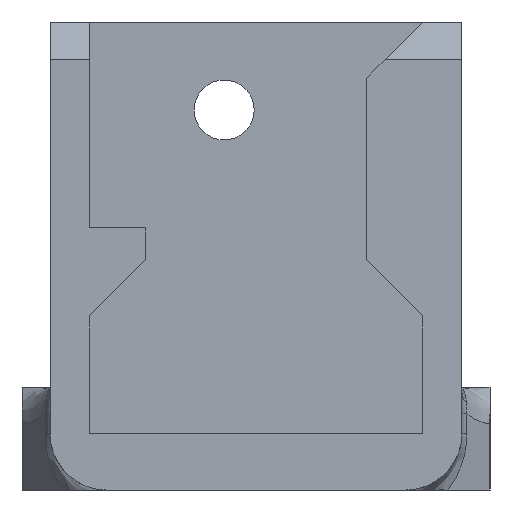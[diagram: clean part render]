
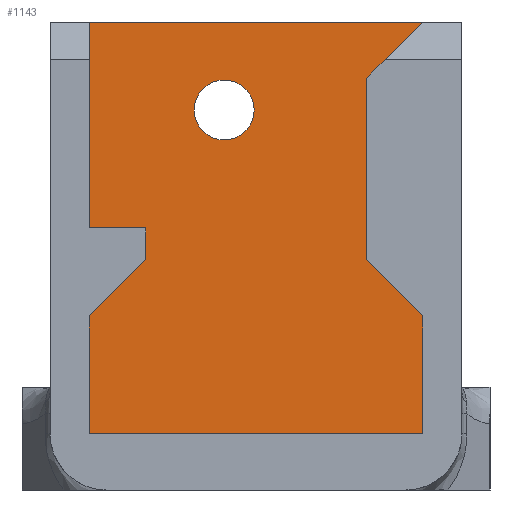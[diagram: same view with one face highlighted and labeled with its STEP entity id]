
A CAD part, left-side view. The second image highlights one B-rep face of the part: STEP entity #1143.
In plain terms, the highlighted planar face has unit normal (-1, 0, 0).
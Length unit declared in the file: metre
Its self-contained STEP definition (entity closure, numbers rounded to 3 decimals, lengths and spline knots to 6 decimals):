
#44=CIRCLE('',#1202,0.0016);
#225=ORIENTED_EDGE('',*,*,#422,.F.);
#226=ORIENTED_EDGE('',*,*,#506,.T.);
#227=ORIENTED_EDGE('',*,*,#509,.T.);
#228=ORIENTED_EDGE('',*,*,#472,.T.);
#229=ORIENTED_EDGE('',*,*,#512,.T.);
#230=ORIENTED_EDGE('',*,*,#514,.T.);
#231=ORIENTED_EDGE('',*,*,#516,.T.);
#232=ORIENTED_EDGE('',*,*,#518,.T.);
#233=ORIENTED_EDGE('',*,*,#520,.T.);
#234=ORIENTED_EDGE('',*,*,#522,.T.);
#235=ORIENTED_EDGE('',*,*,#524,.T.);
#236=ORIENTED_EDGE('',*,*,#525,.T.);
#422=EDGE_CURVE('',#587,#587,#44,.T.);
#472=EDGE_CURVE('',#635,#634,#732,.T.);
#506=EDGE_CURVE('',#663,#662,#759,.T.);
#509=EDGE_CURVE('',#662,#635,#762,.T.);
#512=EDGE_CURVE('',#634,#664,#765,.T.);
#514=EDGE_CURVE('',#664,#665,#767,.T.);
#516=EDGE_CURVE('',#665,#666,#769,.T.);
#518=EDGE_CURVE('',#666,#667,#771,.T.);
#520=EDGE_CURVE('',#667,#668,#773,.T.);
#522=EDGE_CURVE('',#668,#669,#775,.T.);
#524=EDGE_CURVE('',#669,#670,#777,.T.);
#525=EDGE_CURVE('',#670,#663,#778,.T.);
#587=VERTEX_POINT('',#1610);
#634=VERTEX_POINT('',#1726);
#635=VERTEX_POINT('',#1728);
#662=VERTEX_POINT('',#1798);
#663=VERTEX_POINT('',#1800);
#664=VERTEX_POINT('',#1808);
#665=VERTEX_POINT('',#1812);
#666=VERTEX_POINT('',#1816);
#667=VERTEX_POINT('',#1820);
#668=VERTEX_POINT('',#1824);
#669=VERTEX_POINT('',#1828);
#670=VERTEX_POINT('',#1832);
#732=LINE('',#1727,#849);
#759=LINE('',#1799,#876);
#762=LINE('',#1804,#879);
#765=LINE('',#1809,#882);
#767=LINE('',#1813,#884);
#769=LINE('',#1817,#886);
#771=LINE('',#1821,#888);
#773=LINE('',#1825,#890);
#775=LINE('',#1829,#892);
#777=LINE('',#1833,#894);
#778=LINE('',#1835,#895);
#849=VECTOR('',#1370,1.);
#876=VECTOR('',#1415,1.);
#879=VECTOR('',#1420,1.);
#882=VECTOR('',#1425,1.);
#884=VECTOR('',#1429,1.);
#886=VECTOR('',#1433,1.);
#888=VECTOR('',#1437,1.);
#890=VECTOR('',#1441,1.);
#892=VECTOR('',#1445,1.);
#894=VECTOR('',#1449,1.);
#895=VECTOR('',#1452,1.);
#952=EDGE_LOOP('',(#225));
#953=EDGE_LOOP('',(#226,#227,#228,#229,#230,#231,#232,#233,#234,#235,#236));
#1033=FACE_BOUND('',#952,.T.);
#1034=FACE_BOUND('',#953,.T.);
#1101=PLANE('',#1235);
#1143=ADVANCED_FACE('',(#1033,#1034),#1101,.T.);
#1202=AXIS2_PLACEMENT_3D('',#1609,#1305,#1306);
#1235=AXIS2_PLACEMENT_3D('',#1836,#1453,#1454);
#1305=DIRECTION('',(-1.,0.,0.));
#1306=DIRECTION('',(0.,-1.,0.));
#1370=DIRECTION('',(0.,1.,0.));
#1415=DIRECTION('',(0.,0.,1.));
#1420=DIRECTION('',(0.,-0.707,0.707));
#1425=DIRECTION('',(0.,0.,-1.));
#1429=DIRECTION('',(0.,-1.,0.));
#1433=DIRECTION('',(0.,0.,-1.));
#1437=DIRECTION('',(0.,0.707,-0.707));
#1441=DIRECTION('',(0.,0.,-1.));
#1445=DIRECTION('',(0.,-1.,0.));
#1449=DIRECTION('',(0.,0.,1.));
#1452=DIRECTION('',(0.,0.707,0.707));
#1453=DIRECTION('',(-1.,0.,0.));
#1454=DIRECTION('',(0.,-1.,0.));
#1609=CARTESIAN_POINT('',(-0.006,0.0017,0.0203));
#1610=CARTESIAN_POINT('',(-0.006,0.0001,0.0203));
#1726=CARTESIAN_POINT('',(-0.006,0.0089,0.025));
#1727=CARTESIAN_POINT('',(-0.006,-0.011,0.025));
#1728=CARTESIAN_POINT('',(-0.006,-0.0089,0.025));
#1798=CARTESIAN_POINT('',(-0.006,-0.0059,0.022));
#1799=CARTESIAN_POINT('',(-0.006,-0.0059,0.016231));
#1800=CARTESIAN_POINT('',(-0.006,-0.0059,0.0123));
#1804=CARTESIAN_POINT('',(-0.006,-0.00733,0.02343));
#1808=CARTESIAN_POINT('',(-0.006,0.0089,0.014));
#1809=CARTESIAN_POINT('',(-0.006,0.0089,0.020264));
#1812=CARTESIAN_POINT('',(-0.006,0.0059,0.014));
#1813=CARTESIAN_POINT('',(-0.006,0.005619,0.014));
#1816=CARTESIAN_POINT('',(-0.006,0.0059,0.0123));
#1817=CARTESIAN_POINT('',(-0.006,0.0059,0.013976));
#1820=CARTESIAN_POINT('',(-0.006,0.0089,0.0093));
#1821=CARTESIAN_POINT('',(-0.006,0.006581,0.011619));
#1824=CARTESIAN_POINT('',(-0.006,0.0089,0.003));
#1825=CARTESIAN_POINT('',(-0.006,0.0089,0.006285));
#1828=CARTESIAN_POINT('',(-0.006,-0.0089,0.003));
#1829=CARTESIAN_POINT('',(-0.006,0.000101,0.003));
#1832=CARTESIAN_POINT('',(-0.006,-0.0089,0.0093));
#1833=CARTESIAN_POINT('',(-0.006,-0.0089,0.005648));
#1835=CARTESIAN_POINT('',(-0.006,-0.008491,0.009709));
#1836=CARTESIAN_POINT('',(-0.006,0.,0.0125));
